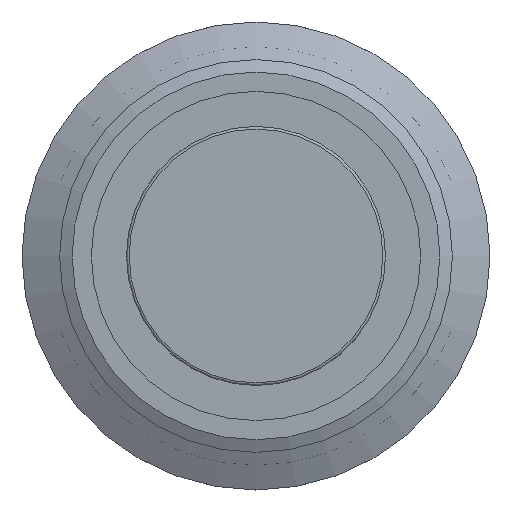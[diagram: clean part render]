
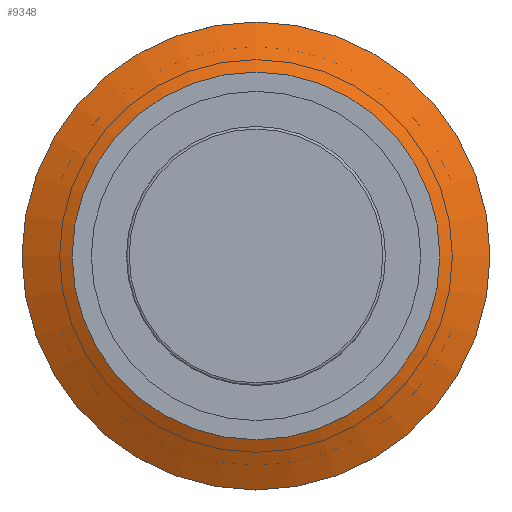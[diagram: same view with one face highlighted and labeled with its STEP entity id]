
A CAD part, top view. The second image highlights one B-rep face of the part: STEP entity #9348.
In plain terms, the highlighted conical face has half-angle 63.435 degrees and reference radius 12.5 mm.
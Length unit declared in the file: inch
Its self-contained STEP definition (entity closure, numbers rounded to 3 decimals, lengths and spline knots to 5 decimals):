
#41=CONICAL_SURFACE('',#10116,0.49213,1.107);
#390=CIRCLE('',#10114,0.55118);
#392=CIRCLE('',#10117,0.43307);
#995=FACE_OUTER_BOUND('',#1557,.T.);
#1557=EDGE_LOOP('',(#7758,#7759,#7760,#7761));
#2446=LINE('',#15199,#3407);
#3407=VECTOR('',#12296,0.49213);
#4283=VERTEX_POINT('',#15191);
#4285=VERTEX_POINT('',#15197);
#5471=EDGE_CURVE('',#4283,#4283,#390,.T.);
#5474=EDGE_CURVE('',#4285,#4285,#392,.T.);
#5475=EDGE_CURVE('',#4285,#4283,#2446,.T.);
#7758=ORIENTED_EDGE('',*,*,#5474,.F.);
#7759=ORIENTED_EDGE('',*,*,#5475,.T.);
#7760=ORIENTED_EDGE('',*,*,#5471,.T.);
#7761=ORIENTED_EDGE('',*,*,#5475,.F.);
#9348=ADVANCED_FACE('',(#995),#41,.T.);
#10114=AXIS2_PLACEMENT_3D('',#15192,#12287,#12288);
#10116=AXIS2_PLACEMENT_3D('',#15196,#12292,#12293);
#10117=AXIS2_PLACEMENT_3D('',#15198,#12294,#12295);
#12287=DIRECTION('center_axis',(0.,0.,
1.));
#12288=DIRECTION('ref_axis',(0.,-1.,0.));
#12292=DIRECTION('center_axis',(0.,0.,
-1.));
#12293=DIRECTION('ref_axis',(0.,-1.,0.));
#12294=DIRECTION('center_axis',(0.,0.,
1.));
#12295=DIRECTION('ref_axis',(0.,-1.,0.));
#12296=DIRECTION('',(0.,0.894,-0.447));
#15191=CARTESIAN_POINT('',(0.,0.55118,0.01969));
#15192=CARTESIAN_POINT('Origin',(0.,0.,
0.01969));
#15196=CARTESIAN_POINT('Origin',(0.,0.,
0.04921));
#15197=CARTESIAN_POINT('',(0.,0.43307,0.07874));
#15198=CARTESIAN_POINT('Origin',(0.,0.,
0.07874));
#15199=CARTESIAN_POINT('',(0.,0.49213,0.04921));
